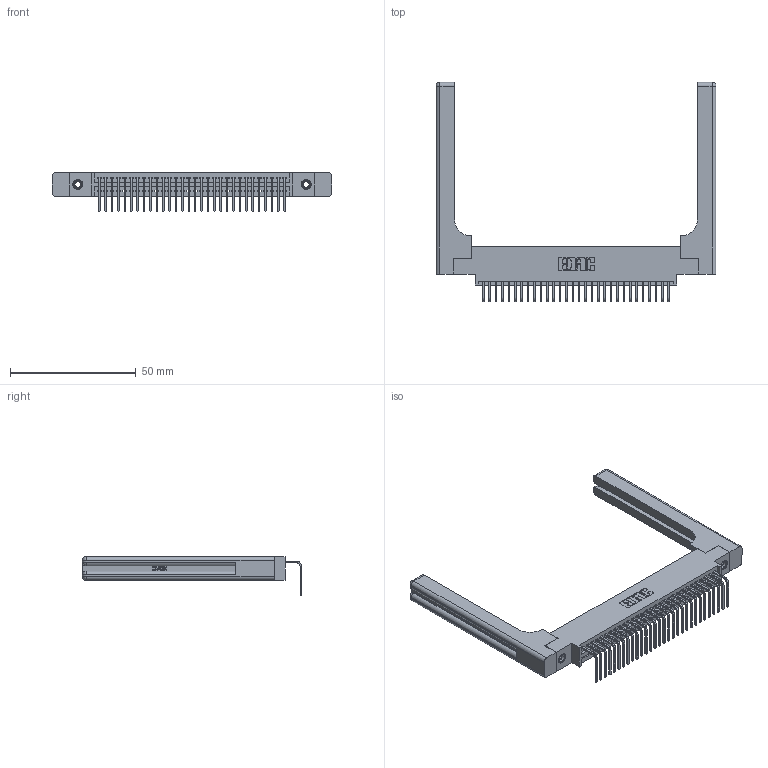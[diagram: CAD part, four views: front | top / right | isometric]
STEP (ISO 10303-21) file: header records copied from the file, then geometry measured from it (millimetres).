
FILE_DESCRIPTION (( 'STEP AP203' ), '1' );
FILE_NAME ('395-030-558-658.STEP', '2019-10-11T06:11:24', ( '' ), ( '' ), 'SwSTEP 2.0', 'SolidWorks 2016', '' );
FILE_SCHEMA (( 'CONFIG_CONTROL_DESIGN' ));
Length unit declared in the file: inch
Products named in the file (5): 395-030-558-658; 345 Part_0.170 Offset - 0.156 Dia-TH; 345-292-001_558 Tail - 2; 345-250-001_345-250-001-102; 345-220-058_345-220-058
Assembly tree (35 placements, depth 2):
  395-030-558-658
    345 Part_0.170 Offset - 0.156 Dia-TH
    345-292-001_558 Tail - 2  x30
    345-250-001_345-250-001-102  x2
    345-220-058_345-220-058  x2
Bounding box: 111.23 x 87.11 x 15.37 mm (x, y, z)
Volume: 18957.6 mm3; surface area: 19747 mm2
Topology: 35 solids, 35 shells, 2186 faces, 6479 edges, 4258 vertices
Faces by surface type: plane 1492, cylinder 634, bspline 36, cone 12, sphere 8, torus 4
Entity records: 29592 total; most frequent: CARTESIAN_POINT 6099, ORIENTED_EDGE 4860, DIRECTION 4290, EDGE_CURVE 2430, LINE 2086, VECTOR 2086, VERTEX_POINT 1610, AXIS2_PLACEMENT_3D 1102
